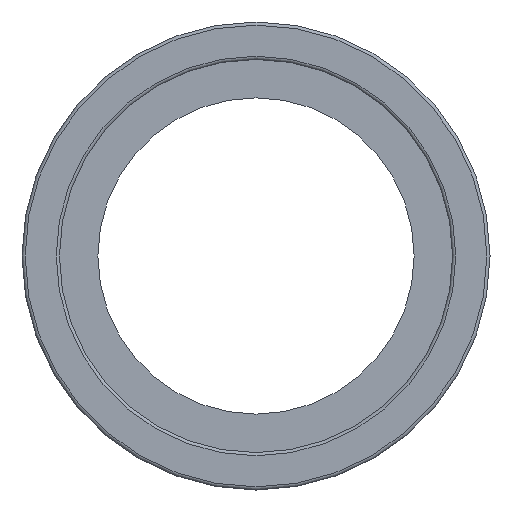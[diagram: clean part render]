
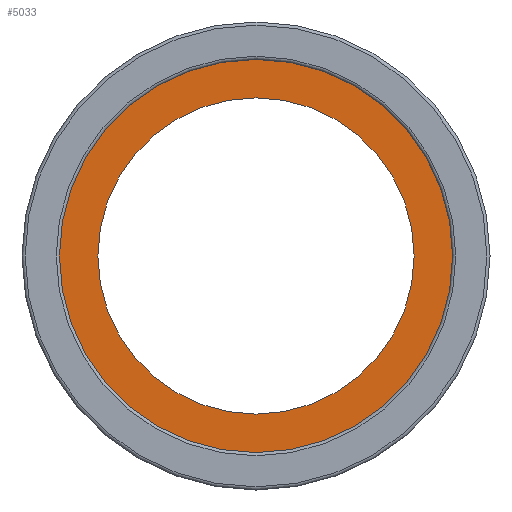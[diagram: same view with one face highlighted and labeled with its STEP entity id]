
A CAD part, front view. The second image highlights one B-rep face of the part: STEP entity #5033.
In plain terms, the highlighted planar face has unit normal (0, -1, 0).
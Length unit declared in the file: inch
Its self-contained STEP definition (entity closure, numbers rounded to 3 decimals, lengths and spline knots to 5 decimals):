
#61=FACE_BOUND('',#917,.T.);
#186=CIRCLE('',#5242,1.865);
#222=CIRCLE('',#5300,1.5);
#310=PLANE('',#5299);
#595=FACE_OUTER_BOUND('',#916,.T.);
#916=EDGE_LOOP('',(#4589));
#917=EDGE_LOOP('',(#4590));
#2315=VERTEX_POINT('',#25819);
#2344=VERTEX_POINT('',#25916);
#3048=EDGE_CURVE('',#2315,#2315,#186,.T.);
#3093=EDGE_CURVE('',#2344,#2344,#222,.T.);
#4589=ORIENTED_EDGE('',*,*,#3048,.T.);
#4590=ORIENTED_EDGE('',*,*,#3093,.F.);
#5033=ADVANCED_FACE('',(#595,#61),#310,.T.);
#5242=AXIS2_PLACEMENT_3D('',#25821,#5948,#5949);
#5299=AXIS2_PLACEMENT_3D('',#25915,#6071,#6072);
#5300=AXIS2_PLACEMENT_3D('',#25917,#6073,#6074);
#5948=DIRECTION('center_axis',(0.,-1.,0.));
#5949=DIRECTION('ref_axis',(1.,0.,0.));
#6071=DIRECTION('center_axis',(0.,-1.,0.));
#6072=DIRECTION('ref_axis',(0.,0.,-1.));
#6073=DIRECTION('center_axis',(0.,-1.,0.));
#6074=DIRECTION('ref_axis',(1.,0.,0.));
#25819=CARTESIAN_POINT('',(-1.865,0.1,0.));
#25821=CARTESIAN_POINT('Origin',(0.,0.1,0.));
#25915=CARTESIAN_POINT('Origin',(1.6825,0.1,0.));
#25916=CARTESIAN_POINT('',(-1.5,0.1,0.));
#25917=CARTESIAN_POINT('Origin',(0.,0.1,0.));
